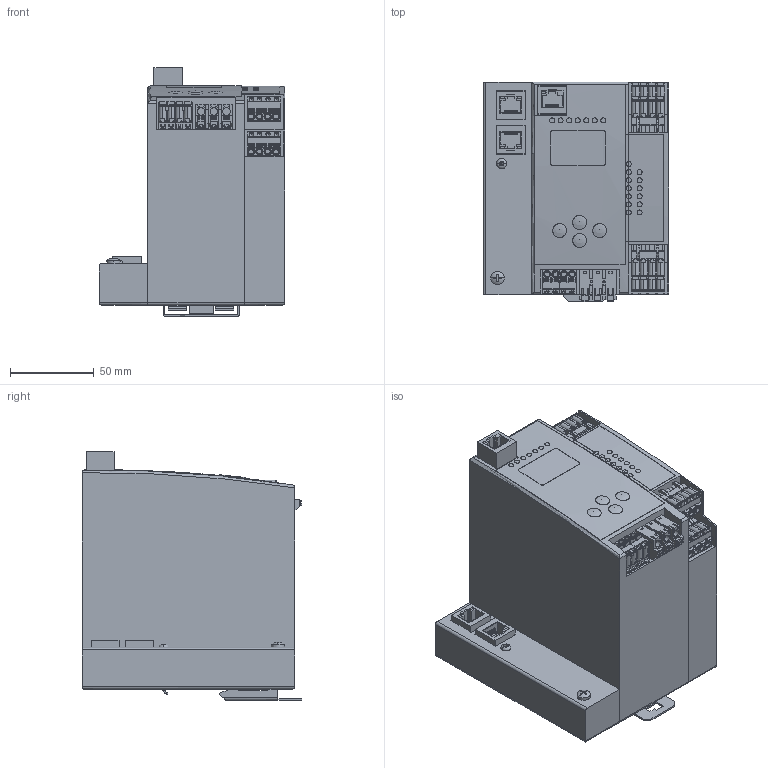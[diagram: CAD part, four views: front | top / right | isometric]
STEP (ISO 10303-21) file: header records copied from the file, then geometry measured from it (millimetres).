
FILE_DESCRIPTION(/* description */ ('Alibre Inc.'),/* implementation_level */ '2;1');
FILE_NAME(/* name */ 'export-2CC5725F-463A-4914-8843-28CB79F96C35',/* time_stamp */ '2022-03-11T09:10:36+01:00',/* author */ (''),/* organization */ (''),/* preprocessor_version */ 'ST-DEVELOPER v17',/* originating_system */ 'Alibre',/* authorisation */ '');
FILE_SCHEMA (('AUTOMOTIVE_DESIGN'));
Length unit declared in the file: centimetre
Products named in the file (32): ID_1; 1043840000
Bounding box: 111 x 131.32 x 148.79 mm (x, y, z)
Volume: 1406874.6 mm3; surface area: 175396.9 mm2
Topology: 47 solids, 116 shells, 4319 faces, 11406 edges, 7454 vertices
Faces by surface type: plane 2780, cylinder 992, bspline 412, cone 86, torus 43, sphere 6
Full cylindrical faces by diameter (mm): 2.459 x1, 3 x20, 3.242 x1
Entity records: 82850 total; most frequent: CARTESIAN_POINT 28821, ORIENTED_EDGE 11686, DIRECTION 8611, EDGE_CURVE 5843, VECTOR 4302, LINE 4302, VERTEX_POINT 3859, AXIS2_PLACEMENT_3D 2886
